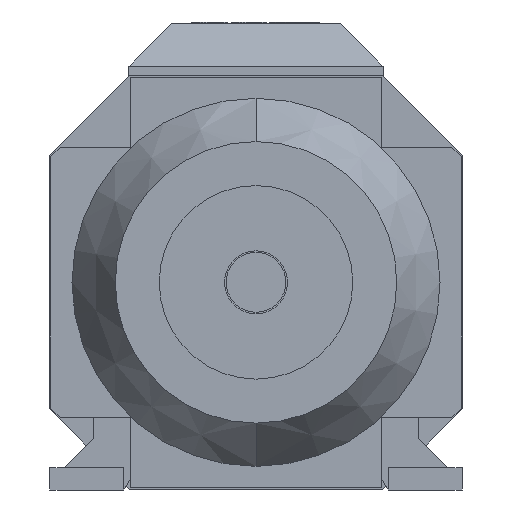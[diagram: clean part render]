
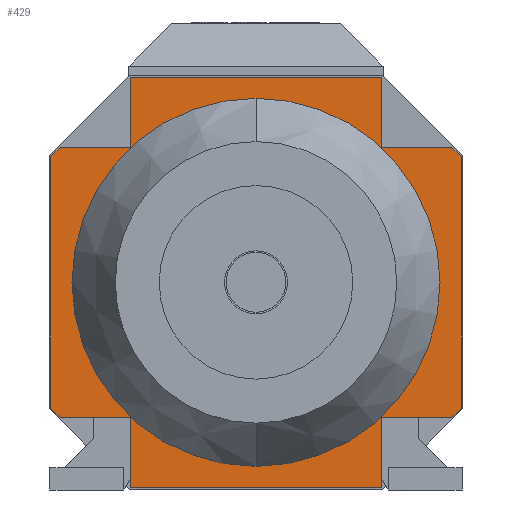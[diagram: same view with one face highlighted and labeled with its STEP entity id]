
A CAD part, front view. The second image highlights one B-rep face of the part: STEP entity #429.
In plain terms, the highlighted planar face has unit normal (0, -1, 0).
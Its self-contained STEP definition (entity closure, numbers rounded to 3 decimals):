
#97=FACE_BOUND('',#849,.T.);
#98=FACE_BOUND('',#850,.T.);
#235=PLANE('',#3763);
#429=ADVANCED_FACE('',(#97,#98),#235,.T.);
#849=EDGE_LOOP('',(#1758,#1759,#1760,#1761,#1762,#1763,#1764,#1765,#1766,
#1767,#1768,#1769,#1770,#1771,#1772,#1773));
#850=EDGE_LOOP('',(#1774,#1775));
#892=CIRCLE('',#3550,117.);
#952=CIRCLE('',#3758,117.);
#1758=ORIENTED_EDGE('',*,*,#2689,.T.);
#1759=ORIENTED_EDGE('',*,*,#2694,.F.);
#1760=ORIENTED_EDGE('',*,*,#2692,.T.);
#1761=ORIENTED_EDGE('',*,*,#2454,.T.);
#1762=ORIENTED_EDGE('',*,*,#2695,.F.);
#1763=ORIENTED_EDGE('',*,*,#2696,.F.);
#1764=ORIENTED_EDGE('',*,*,#2697,.F.);
#1765=ORIENTED_EDGE('',*,*,#2698,.T.);
#1766=ORIENTED_EDGE('',*,*,#2699,.T.);
#1767=ORIENTED_EDGE('',*,*,#2700,.F.);
#1768=ORIENTED_EDGE('',*,*,#2701,.T.);
#1769=ORIENTED_EDGE('',*,*,#2702,.T.);
#1770=ORIENTED_EDGE('',*,*,#2703,.F.);
#1771=ORIENTED_EDGE('',*,*,#2704,.F.);
#1772=ORIENTED_EDGE('',*,*,#2690,.F.);
#1773=ORIENTED_EDGE('',*,*,#2392,.T.);
#1774=ORIENTED_EDGE('',*,*,#2687,.T.);
#1775=ORIENTED_EDGE('',*,*,#2260,.T.);
#1934=VERTEX_POINT('',#4701);
#1938=VERTEX_POINT('',#4708);
#2031=VERTEX_POINT('',#4979);
#2032=VERTEX_POINT('',#4981);
#2075=VERTEX_POINT('',#5103);
#2076=VERTEX_POINT('',#5105);
#2228=VERTEX_POINT('',#5706);
#2229=VERTEX_POINT('',#5710);
#2230=VERTEX_POINT('',#5714);
#2231=VERTEX_POINT('',#5719);
#2232=VERTEX_POINT('',#5721);
#2233=VERTEX_POINT('',#5723);
#2234=VERTEX_POINT('',#5725);
#2235=VERTEX_POINT('',#5727);
#2236=VERTEX_POINT('',#5729);
#2237=VERTEX_POINT('',#5731);
#2238=VERTEX_POINT('',#5733);
#2239=VERTEX_POINT('',#5735);
#2260=EDGE_CURVE('',#1934,#1938,#892,.T.);
#2392=EDGE_CURVE('',#2032,#2031,#2839,.T.);
#2454=EDGE_CURVE('',#2076,#2075,#2889,.T.);
#2687=EDGE_CURVE('',#1938,#1934,#952,.T.);
#2689=EDGE_CURVE('',#2031,#2228,#3092,.T.);
#2690=EDGE_CURVE('',#2032,#2229,#3093,.T.);
#2692=EDGE_CURVE('',#2230,#2076,#3095,.T.);
#2694=EDGE_CURVE('',#2230,#2228,#3097,.T.);
#2695=EDGE_CURVE('',#2231,#2075,#3098,.T.);
#2696=EDGE_CURVE('',#2232,#2231,#3099,.T.);
#2697=EDGE_CURVE('',#2233,#2232,#3100,.T.);
#2698=EDGE_CURVE('',#2233,#2234,#3101,.T.);
#2699=EDGE_CURVE('',#2234,#2235,#3102,.T.);
#2700=EDGE_CURVE('',#2236,#2235,#3103,.T.);
#2701=EDGE_CURVE('',#2236,#2237,#3104,.T.);
#2702=EDGE_CURVE('',#2237,#2238,#3105,.T.);
#2703=EDGE_CURVE('',#2239,#2238,#3106,.T.);
#2704=EDGE_CURVE('',#2229,#2239,#3107,.T.);
#2839=LINE('',#4980,#3241);
#2889=LINE('',#5104,#3291);
#3092=LINE('',#5707,#3494);
#3093=LINE('',#5709,#3495);
#3095=LINE('',#5713,#3497);
#3097=LINE('',#5717,#3499);
#3098=LINE('',#5718,#3500);
#3099=LINE('',#5720,#3501);
#3100=LINE('',#5722,#3502);
#3101=LINE('',#5724,#3503);
#3102=LINE('',#5726,#3504);
#3103=LINE('',#5728,#3505);
#3104=LINE('',#5730,#3506);
#3105=LINE('',#5732,#3507);
#3106=LINE('',#5734,#3508);
#3107=LINE('',#5736,#3509);
#3241=VECTOR('',#4069,1.);
#3291=VECTOR('',#4179,1.);
#3494=VECTOR('',#4576,1.);
#3495=VECTOR('',#4579,1.);
#3497=VECTOR('',#4583,1.);
#3499=VECTOR('',#4587,1.);
#3500=VECTOR('',#4588,1.);
#3501=VECTOR('',#4589,1.);
#3502=VECTOR('',#4590,1.);
#3503=VECTOR('',#4591,1.);
#3504=VECTOR('',#4592,1.);
#3505=VECTOR('',#4593,1.);
#3506=VECTOR('',#4594,1.);
#3507=VECTOR('',#4595,1.);
#3508=VECTOR('',#4596,1.);
#3509=VECTOR('',#4597,1.);
#3550=AXIS2_PLACEMENT_3D('',#4709,#3808,#3809);
#3758=AXIS2_PLACEMENT_3D('',#5703,#4571,#4572);
#3763=AXIS2_PLACEMENT_3D('',#5737,#4598,#4599);
#3808=DIRECTION('',(0.,1.,0.));
#3809=DIRECTION('',(-1.,0.,0.));
#4069=DIRECTION('',(1.,0.,0.));
#4179=DIRECTION('',(1.,0.,0.));
#4571=DIRECTION('',(0.,1.,0.));
#4572=DIRECTION('',(-1.,0.,0.));
#4576=DIRECTION('',(0.,0.,-1.));
#4579=DIRECTION('',(-0.707,0.,0.707));
#4583=DIRECTION('',(0.,0.,1.));
#4587=DIRECTION('',(-1.,0.,0.));
#4588=DIRECTION('',(-0.707,0.,-0.707));
#4589=DIRECTION('',(0.,0.,-1.));
#4590=DIRECTION('',(0.707,0.,-0.707));
#4591=DIRECTION('',(-1.,0.,0.));
#4592=DIRECTION('',(0.,0.,1.));
#4593=DIRECTION('',(1.,0.,0.));
#4594=DIRECTION('',(0.,0.,-1.));
#4595=DIRECTION('',(-1.,0.,0.));
#4596=DIRECTION('',(0.707,0.,0.707));
#4597=DIRECTION('',(0.,0.,1.));
#4598=DIRECTION('',(0.,-1.,0.));
#4599=DIRECTION('',(0.,0.,1.));
#4701=CARTESIAN_POINT('',(-117.,-218.,0.));
#4708=CARTESIAN_POINT('',(117.,-218.,0.));
#4709=CARTESIAN_POINT('',(0.,-218.,0.));
#4979=CARTESIAN_POINT('',(-80.,-218.,-86.));
#4980=CARTESIAN_POINT('',(-124.5,-218.,-86.));
#4981=CARTESIAN_POINT('',(-124.5,-218.,-86.));
#5103=CARTESIAN_POINT('',(124.5,-218.,-86.));
#5104=CARTESIAN_POINT('',(80.,-218.,-86.));
#5105=CARTESIAN_POINT('',(80.,-218.,-86.));
#5703=CARTESIAN_POINT('',(0.,-218.,0.));
#5706=CARTESIAN_POINT('',(-80.,-218.,-130.5));
#5707=CARTESIAN_POINT('',(-80.,-218.,-86.));
#5709=CARTESIAN_POINT('',(-124.5,-218.,-86.));
#5710=CARTESIAN_POINT('',(-130.5,-218.,-80.));
#5713=CARTESIAN_POINT('',(80.,-218.,-130.5));
#5714=CARTESIAN_POINT('',(80.,-218.,-130.5));
#5717=CARTESIAN_POINT('',(80.,-218.,-130.5));
#5718=CARTESIAN_POINT('',(130.5,-218.,-80.));
#5719=CARTESIAN_POINT('',(130.5,-218.,-80.));
#5720=CARTESIAN_POINT('',(130.5,-218.,80.));
#5721=CARTESIAN_POINT('',(130.5,-218.,80.));
#5722=CARTESIAN_POINT('',(124.5,-218.,86.));
#5723=CARTESIAN_POINT('',(124.5,-218.,86.));
#5724=CARTESIAN_POINT('',(124.5,-218.,86.));
#5725=CARTESIAN_POINT('',(80.,-218.,86.));
#5726=CARTESIAN_POINT('',(80.,-218.,86.));
#5727=CARTESIAN_POINT('',(80.,-218.,130.5));
#5728=CARTESIAN_POINT('',(-80.,-218.,130.5));
#5729=CARTESIAN_POINT('',(-80.,-218.,130.5));
#5730=CARTESIAN_POINT('',(-80.,-218.,130.5));
#5731=CARTESIAN_POINT('',(-80.,-218.,86.));
#5732=CARTESIAN_POINT('',(-80.,-218.,86.));
#5733=CARTESIAN_POINT('',(-124.5,-218.,86.));
#5734=CARTESIAN_POINT('',(-130.5,-218.,80.));
#5735=CARTESIAN_POINT('',(-130.5,-218.,80.));
#5736=CARTESIAN_POINT('',(-130.5,-218.,-80.));
#5737=CARTESIAN_POINT('',(0.,-218.,0.));
